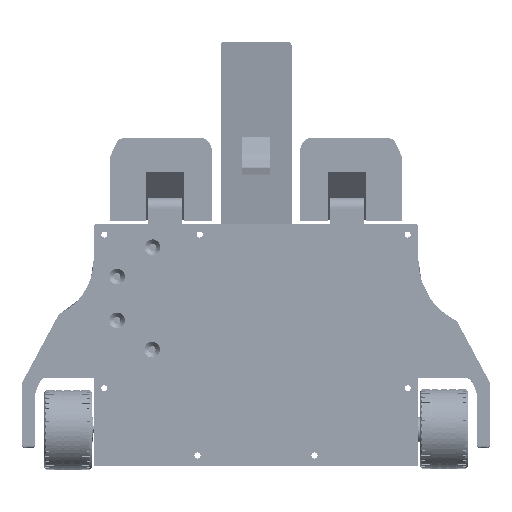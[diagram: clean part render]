
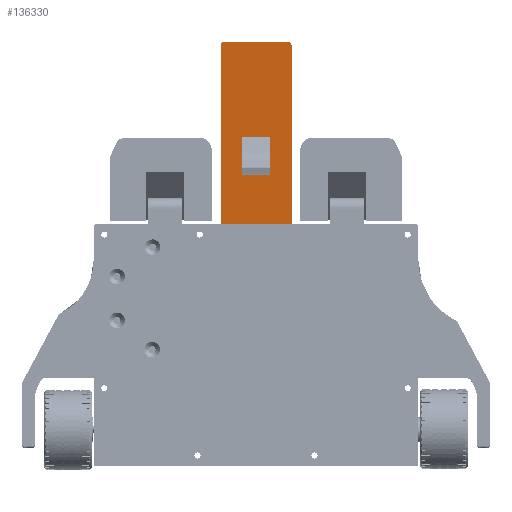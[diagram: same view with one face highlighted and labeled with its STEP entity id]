
A CAD part, front view. The second image highlights one B-rep face of the part: STEP entity #136330.
In plain terms, the highlighted free-form (B-spline) face has degree [1, 1] with [2, 2] control points.
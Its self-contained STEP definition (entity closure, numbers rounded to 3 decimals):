
#132958 = VERTEX_POINT('',#132959);
#132959 = CARTESIAN_POINT('',(-7.241,2.178,
    25.525));
#132964 = EDGE_CURVE('',#132965,#132958,#132967,.T.);
#132965 = VERTEX_POINT('',#132966);
#132966 = CARTESIAN_POINT('',(7.355,2.178,
    25.525));
#132967 = B_SPLINE_CURVE_WITH_KNOTS('',1,(#132968,#132969),
  .UNSPECIFIED.,.F.,.F.,(2,2),(-7.4,5.4),.PIECEWISE_BEZIER_KNOTS.);
#132968 = CARTESIAN_POINT('',(7.355,2.178,
    25.525));
#132969 = CARTESIAN_POINT('',(-7.241,2.178,
    25.525));
#132988 = VERTEX_POINT('',#132989);
#132989 = CARTESIAN_POINT('',(-7.241,-0.322,
    45.898));
#132994 = EDGE_CURVE('',#132958,#132988,#132995,.T.);
#132995 = B_SPLINE_CURVE_WITH_KNOTS('',1,(#132996,#132997),
  .UNSPECIFIED.,.F.,.F.,(2,2),(-35.351,-17.351),
  .PIECEWISE_BEZIER_KNOTS.);
#132996 = CARTESIAN_POINT('',(-7.241,2.178,
    25.525));
#132997 = CARTESIAN_POINT('',(-7.241,-0.322,
    45.898));
#134124 = VERTEX_POINT('',#134125);
#134125 = CARTESIAN_POINT('',(18.758,-6.105,
    93.013));
#134131 = EDGE_CURVE('',#134132,#134124,#134134,.T.);
#134132 = VERTEX_POINT('',#134133);
#134133 = CARTESIAN_POINT('',(18.758,8.827,
    -28.648));
#134134 = B_SPLINE_CURVE_WITH_KNOTS('',1,(#134135,#134136),
  .UNSPECIFIED.,.F.,.F.,(2,2),(-82.397,25.092),
  .PIECEWISE_BEZIER_KNOTS.);
#134135 = CARTESIAN_POINT('',(18.758,8.827,
    -28.648));
#134136 = CARTESIAN_POINT('',(18.758,-6.105,
    93.013));
#134960 = EDGE_CURVE('',#134961,#134963,#134965,.T.);
#134961 = VERTEX_POINT('',#134962);
#134962 = CARTESIAN_POINT('',(-18.644,-6.105,
    93.013));
#134963 = VERTEX_POINT('',#134964);
#134964 = CARTESIAN_POINT('',(-17.504,-6.435,
    95.699));
#134965 = B_SPLINE_CURVE_WITH_KNOTS('',3,(#134966,#134967,#134968,
    #134969,#134970,#134971,#134972,#134973,#134974,#134975,#134976,
    #134977),.UNSPECIFIED.,.F.,.F.,(4,2,2,2,2,4),(0.862,
    0.979,1.052,1.095,1.11,
    1.123),.UNSPECIFIED.);
#134966 = CARTESIAN_POINT('',(-18.644,-6.105,
    93.013));
#134967 = CARTESIAN_POINT('',(-18.644,-6.159,
    93.455));
#134968 = CARTESIAN_POINT('',(-18.596,-6.224,
    93.982));
#134969 = CARTESIAN_POINT('',(-18.424,-6.309,
    94.676));
#134970 = CARTESIAN_POINT('',(-18.315,-6.347,
    94.985));
#134971 = CARTESIAN_POINT('',(-18.085,-6.393,
    95.359));
#134972 = CARTESIAN_POINT('',(-17.959,-6.412,
    95.512));
#134973 = CARTESIAN_POINT('',(-17.772,-6.427,
    95.631));
#134974 = CARTESIAN_POINT('',(-17.712,-6.43,
    95.66));
#134975 = CARTESIAN_POINT('',(-17.611,-6.434,
    95.69));
#134976 = CARTESIAN_POINT('',(-17.553,-6.435,
    95.699));
#134977 = CARTESIAN_POINT('',(-17.504,-6.435,
    95.699));
#135078 = VERTEX_POINT('',#135079);
#135079 = CARTESIAN_POINT('',(-18.644,8.14,
    -23.044));
#135085 = EDGE_CURVE('',#134961,#135078,#135086,.T.);
#135086 = B_SPLINE_CURVE_WITH_KNOTS('',1,(#135087,#135088),
  .UNSPECIFIED.,.F.,.F.,(2,2),(-80.024,22.515),
  .PIECEWISE_BEZIER_KNOTS.);
#135087 = CARTESIAN_POINT('',(-18.644,-6.105,
    93.013));
#135088 = CARTESIAN_POINT('',(-18.644,8.14,
    -23.044));
#135207 = EDGE_CURVE('',#135208,#134124,#135210,.T.);
#135208 = VERTEX_POINT('',#135209);
#135209 = CARTESIAN_POINT('',(17.618,-6.435,
    95.699));
#135210 = B_SPLINE_CURVE_WITH_KNOTS('',3,(#135211,#135212,#135213,
    #135214,#135215,#135216,#135217,#135218,#135219,#135220,#135221,
    #135222),.UNSPECIFIED.,.F.,.F.,(4,2,2,2,2,4),(0.,0.013,
    0.028,0.071,0.144,0.261)
  ,.UNSPECIFIED.);
#135211 = CARTESIAN_POINT('',(17.618,-6.435,
    95.699));
#135212 = CARTESIAN_POINT('',(17.667,-6.435,
    95.699));
#135213 = CARTESIAN_POINT('',(17.725,-6.434,
    95.69));
#135214 = CARTESIAN_POINT('',(17.826,-6.43,
    95.66));
#135215 = CARTESIAN_POINT('',(17.887,-6.427,
    95.631));
#135216 = CARTESIAN_POINT('',(18.073,-6.412,
    95.512));
#135217 = CARTESIAN_POINT('',(18.199,-6.393,
    95.359));
#135218 = CARTESIAN_POINT('',(18.429,-6.347,
    94.985));
#135219 = CARTESIAN_POINT('',(18.538,-6.309,
    94.676));
#135220 = CARTESIAN_POINT('',(18.71,-6.224,
    93.982));
#135221 = CARTESIAN_POINT('',(18.758,-6.159,
    93.455));
#135222 = CARTESIAN_POINT('',(18.758,-6.105,
    93.013));
#135514 = VERTEX_POINT('',#135515);
#135515 = CARTESIAN_POINT('',(7.355,-0.322,
    45.898));
#135520 = EDGE_CURVE('',#132988,#135514,#135521,.T.);
#135521 = B_SPLINE_CURVE_WITH_KNOTS('',1,(#135522,#135523),
  .UNSPECIFIED.,.F.,.F.,(2,2),(-5.4,7.4),.PIECEWISE_BEZIER_KNOTS.);
#135522 = CARTESIAN_POINT('',(-7.241,-0.322,
    45.898));
#135523 = CARTESIAN_POINT('',(7.355,-0.322,
    45.898));
#135536 = EDGE_CURVE('',#135514,#132965,#135537,.T.);
#135537 = B_SPLINE_CURVE_WITH_KNOTS('',1,(#135538,#135539),
  .UNSPECIFIED.,.F.,.F.,(2,2),(17.351,35.351),
  .PIECEWISE_BEZIER_KNOTS.);
#135538 = CARTESIAN_POINT('',(7.355,-0.322,
    45.898));
#135539 = CARTESIAN_POINT('',(7.355,2.178,
    25.525));
#136068 = VERTEX_POINT('',#136069);
#136069 = CARTESIAN_POINT('',(-14.083,8.14,
    -23.044));
#136081 = EDGE_CURVE('',#135078,#136068,#136082,.T.);
#136082 = B_SPLINE_CURVE_WITH_KNOTS('',1,(#136083,#136084),
  .UNSPECIFIED.,.F.,.F.,(2,2),(0.,4.),.PIECEWISE_BEZIER_KNOTS.);
#136083 = CARTESIAN_POINT('',(-18.644,8.14,
    -23.044));
#136084 = CARTESIAN_POINT('',(-14.083,8.14,
    -23.044));
#136254 = VERTEX_POINT('',#136255);
#136255 = CARTESIAN_POINT('',(-14.083,8.827,
    -28.648));
#136261 = EDGE_CURVE('',#136068,#136254,#136262,.T.);
#136262 = B_SPLINE_CURVE_WITH_KNOTS('',1,(#136263,#136264),
  .UNSPECIFIED.,.F.,.F.,(2,2),(52.802,57.752),
  .PIECEWISE_BEZIER_KNOTS.);
#136263 = CARTESIAN_POINT('',(-14.083,8.14,
    -23.044));
#136264 = CARTESIAN_POINT('',(-14.083,8.827,
    -28.648));
#136330 = ADVANCED_FACE('',(#136331,#136377),#136383,.T.);
#136331 = FACE_BOUND('',#136332,.T.);
#136332 = EDGE_LOOP('',(#136333,#136334,#136335,#136336,#136337,#136344,
    #136351,#136358,#136365,#136370,#136371,#136372));
#136333 = ORIENTED_EDGE('',*,*,#134960,.F.);
#136334 = ORIENTED_EDGE('',*,*,#135085,.T.);
#136335 = ORIENTED_EDGE('',*,*,#136081,.T.);
#136336 = ORIENTED_EDGE('',*,*,#136261,.T.);
#136337 = ORIENTED_EDGE('',*,*,#136338,.F.);
#136338 = EDGE_CURVE('',#136339,#136254,#136341,.T.);
#136339 = VERTEX_POINT('',#136340);
#136340 = CARTESIAN_POINT('',(-9.522,8.827,
    -28.648));
#136341 = B_SPLINE_CURVE_WITH_KNOTS('',1,(#136342,#136343),
  .UNSPECIFIED.,.F.,.F.,(2,2),(0.,4.),.PIECEWISE_BEZIER_KNOTS.);
#136342 = CARTESIAN_POINT('',(-9.522,8.827,
    -28.648));
#136343 = CARTESIAN_POINT('',(-14.083,8.827,
    -28.648));
#136344 = ORIENTED_EDGE('',*,*,#136345,.T.);
#136345 = EDGE_CURVE('',#136339,#136346,#136348,.T.);
#136346 = VERTEX_POINT('',#136347);
#136347 = CARTESIAN_POINT('',(-9.522,6.156,
    -6.884));
#136348 = B_SPLINE_CURVE_WITH_KNOTS('',1,(#136349,#136350),
  .UNSPECIFIED.,.F.,.F.,(2,2),(-27.466,-8.237),
  .PIECEWISE_BEZIER_KNOTS.);
#136349 = CARTESIAN_POINT('',(-9.522,8.827,
    -28.648));
#136350 = CARTESIAN_POINT('',(-9.522,6.156,
    -6.884));
#136351 = ORIENTED_EDGE('',*,*,#136352,.T.);
#136352 = EDGE_CURVE('',#136346,#136353,#136355,.T.);
#136353 = VERTEX_POINT('',#136354);
#136354 = CARTESIAN_POINT('',(9.636,6.156,
    -6.884));
#136355 = B_SPLINE_CURVE_WITH_KNOTS('',1,(#136356,#136357),
  .UNSPECIFIED.,.F.,.F.,(2,2),(0.,16.8),.PIECEWISE_BEZIER_KNOTS.);
#136356 = CARTESIAN_POINT('',(-9.522,6.156,
    -6.884));
#136357 = CARTESIAN_POINT('',(9.636,6.156,
    -6.884));
#136358 = ORIENTED_EDGE('',*,*,#136359,.T.);
#136359 = EDGE_CURVE('',#136353,#136360,#136362,.T.);
#136360 = VERTEX_POINT('',#136361);
#136361 = CARTESIAN_POINT('',(9.636,8.827,
    -28.648));
#136362 = B_SPLINE_CURVE_WITH_KNOTS('',1,(#136363,#136364),
  .UNSPECIFIED.,.F.,.F.,(2,2),(63.168,82.397),
  .PIECEWISE_BEZIER_KNOTS.);
#136363 = CARTESIAN_POINT('',(9.636,6.156,
    -6.884));
#136364 = CARTESIAN_POINT('',(9.636,8.827,
    -28.648));
#136365 = ORIENTED_EDGE('',*,*,#136366,.T.);
#136366 = EDGE_CURVE('',#136360,#134132,#136367,.T.);
#136367 = B_SPLINE_CURVE_WITH_KNOTS('',1,(#136368,#136369),
  .UNSPECIFIED.,.F.,.F.,(2,2),(0.,8.),.PIECEWISE_BEZIER_KNOTS.);
#136368 = CARTESIAN_POINT('',(9.636,8.827,
    -28.648));
#136369 = CARTESIAN_POINT('',(18.758,8.827,
    -28.648));
#136370 = ORIENTED_EDGE('',*,*,#134131,.T.);
#136371 = ORIENTED_EDGE('',*,*,#135207,.F.);
#136372 = ORIENTED_EDGE('',*,*,#136373,.F.);
#136373 = EDGE_CURVE('',#134963,#135208,#136374,.T.);
#136374 = B_SPLINE_CURVE_WITH_KNOTS('',1,(#136375,#136376),
  .UNSPECIFIED.,.F.,.F.,(2,2),(-7.,23.8),.PIECEWISE_BEZIER_KNOTS.);
#136375 = CARTESIAN_POINT('',(-17.504,-6.435,
    95.699));
#136376 = CARTESIAN_POINT('',(17.618,-6.435,
    95.699));
#136377 = FACE_BOUND('',#136378,.T.);
#136378 = EDGE_LOOP('',(#136379,#136380,#136381,#136382));
#136379 = ORIENTED_EDGE('',*,*,#132964,.T.);
#136380 = ORIENTED_EDGE('',*,*,#132994,.T.);
#136381 = ORIENTED_EDGE('',*,*,#135520,.T.);
#136382 = ORIENTED_EDGE('',*,*,#135536,.T.);
#136383 = B_SPLINE_SURFACE_WITH_KNOTS('',1,1,(
    (#136384,#136385)
    ,(#136386,#136387
    )),.UNSPECIFIED.,.F.,.F.,.F.,(2,2),(2,2),(0.,109.862),(-8.,
    24.8),.PIECEWISE_BEZIER_KNOTS.);
#136384 = CARTESIAN_POINT('',(-18.644,-6.435,
    95.699));
#136385 = CARTESIAN_POINT('',(18.758,-6.435,
    95.699));
#136386 = CARTESIAN_POINT('',(-18.644,8.827,
    -28.648));
#136387 = CARTESIAN_POINT('',(18.758,8.827,
    -28.648));
